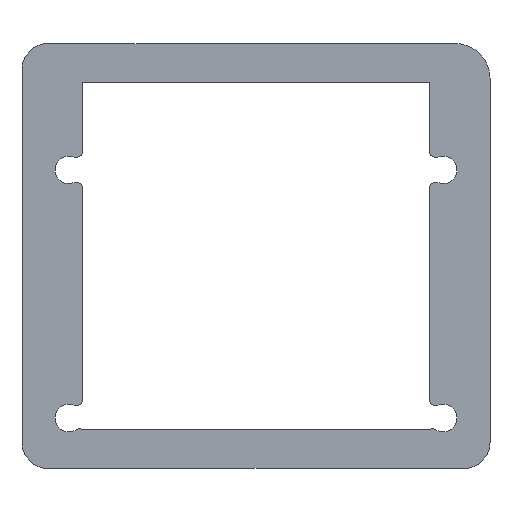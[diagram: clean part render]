
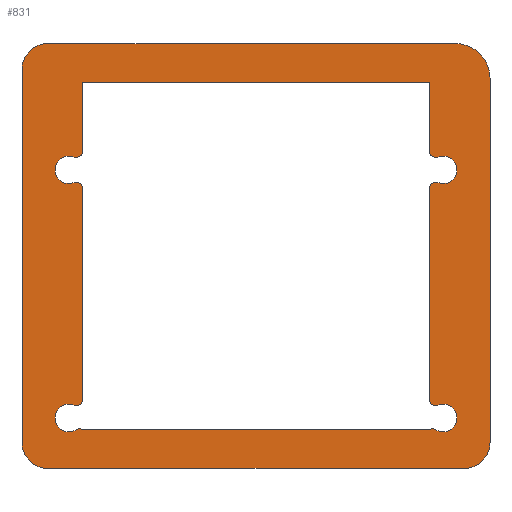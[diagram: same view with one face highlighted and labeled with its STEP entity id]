
A CAD part, front view. The second image highlights one B-rep face of the part: STEP entity #831.
In plain terms, the highlighted planar face has unit normal (0, -1, 0).
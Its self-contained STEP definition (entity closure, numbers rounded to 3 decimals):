
#322=CARTESIAN_POINT('',(-20.508,0.,-20.752));
#323=DIRECTION('',(0.,-1.,0.));
#324=DIRECTION('',(0.511,0.,0.859));
#325=AXIS2_PLACEMENT_3D('',#322,#323,#324);
#327=DIRECTION('',(1.,0.,0.));
#328=VECTOR('',#327,40.3);
#329=CARTESIAN_POINT('',(-20.15,0.,-20.15));
#330=LINE('',#329,#328);
#331=CARTESIAN_POINT('',(20.508,0.,-20.752));
#332=DIRECTION('',(0.,-1.,0.));
#333=DIRECTION('',(0.529,0.,0.849));
#334=AXIS2_PLACEMENT_3D('',#331,#332,#333);
#336=CARTESIAN_POINT('',(20.85,0.,-16.673));
#337=DIRECTION('',(0.,-1.,0.));
#338=DIRECTION('',(-1.,0.,0.));
#339=AXIS2_PLACEMENT_3D('',#336,#337,#338);
#341=DIRECTION('',(0.,0.,1.));
#342=VECTOR('',#341,24.546);
#343=CARTESIAN_POINT('',(20.15,0.,-16.673));
#344=LINE('',#343,#342);
#345=CARTESIAN_POINT('',(20.85,0.,7.873));
#346=DIRECTION('',(0.,-1.,0.));
#347=DIRECTION('',(0.38,0.,0.925));
#348=AXIS2_PLACEMENT_3D('',#345,#346,#347);
#350=CARTESIAN_POINT('',(20.85,0.,12.127));
#351=DIRECTION('',(0.,-1.,0.));
#352=DIRECTION('',(-1.,0.,0.));
#353=AXIS2_PLACEMENT_3D('',#350,#351,#352);
#355=DIRECTION('',(0.,0.,1.));
#356=VECTOR('',#355,8.023);
#357=CARTESIAN_POINT('',(20.15,0.,12.127));
#358=LINE('',#357,#356);
#359=DIRECTION('',(-1.,0.,0.));
#360=VECTOR('',#359,40.3);
#361=CARTESIAN_POINT('',(20.15,0.,20.15));
#362=LINE('',#361,#360);
#363=DIRECTION('',(0.,0.,-1.));
#364=VECTOR('',#363,8.023);
#365=CARTESIAN_POINT('',(-20.15,0.,20.15));
#366=LINE('',#365,#364);
#367=CARTESIAN_POINT('',(-20.85,0.,12.127));
#368=DIRECTION('',(0.,-1.,0.));
#369=DIRECTION('',(-0.38,0.,-0.925));
#370=AXIS2_PLACEMENT_3D('',#367,#368,#369);
#372=CARTESIAN_POINT('',(-20.85,0.,7.873));
#373=DIRECTION('',(0.,-1.,0.));
#374=DIRECTION('',(1.,0.,0.));
#375=AXIS2_PLACEMENT_3D('',#372,#373,#374);
#377=DIRECTION('',(0.,0.,-1.));
#378=VECTOR('',#377,24.546);
#379=CARTESIAN_POINT('',(-20.15,0.,7.873));
#380=LINE('',#379,#378);
#381=CARTESIAN_POINT('',(-20.85,0.,-16.673));
#382=DIRECTION('',(0.,-1.,0.));
#383=DIRECTION('',(-0.38,0.,-0.925));
#384=AXIS2_PLACEMENT_3D('',#381,#382,#383);
#386=CARTESIAN_POINT('',(23.15,0.,20.65));
#387=DIRECTION('',(0.,-1.,0.));
#388=DIRECTION('',(1.,0.,0.));
#389=AXIS2_PLACEMENT_3D('',#386,#387,#388);
#391=DIRECTION('',(0.,0.,-1.));
#392=VECTOR('',#391,42.3);
#393=CARTESIAN_POINT('',(27.15,0.,20.65));
#394=LINE('',#393,#392);
#395=CARTESIAN_POINT('',(24.15,0.,-21.65));
#396=DIRECTION('',(0.,-1.,0.));
#397=DIRECTION('',(0.,0.,-1.));
#398=AXIS2_PLACEMENT_3D('',#395,#396,#397);
#400=DIRECTION('',(-1.,0.,0.));
#401=VECTOR('',#400,48.3);
#402=CARTESIAN_POINT('',(24.15,0.,-24.65));
#403=LINE('',#402,#401);
#404=CARTESIAN_POINT('',(-24.15,0.,-21.65));
#405=DIRECTION('',(0.,-1.,0.));
#406=DIRECTION('',(-1.,0.,0.));
#407=AXIS2_PLACEMENT_3D('',#404,#405,#406);
#409=DIRECTION('',(0.,0.,1.));
#410=VECTOR('',#409,43.3);
#411=CARTESIAN_POINT('',(-27.15,0.,-21.65));
#412=LINE('',#411,#410);
#413=CARTESIAN_POINT('',(-24.15,0.,21.65));
#414=DIRECTION('',(0.,-1.,0.));
#415=DIRECTION('',(0.,0.,1.));
#416=AXIS2_PLACEMENT_3D('',#413,#414,#415);
#418=DIRECTION('',(1.,0.,0.));
#419=VECTOR('',#418,47.3);
#420=CARTESIAN_POINT('',(-24.15,0.,24.65));
#421=LINE('',#420,#419);
#426=CARTESIAN_POINT('',(-21.725,0.,-18.8));
#427=DIRECTION('',(0.,1.,0.));
#428=DIRECTION('',(0.529,0.,-0.849));
#429=AXIS2_PLACEMENT_3D('',#426,#427,#428);
#560=CARTESIAN_POINT('',(-21.725,0.,10.));
#561=DIRECTION('',(0.,1.,0.));
#562=DIRECTION('',(0.38,0.,-0.925));
#563=AXIS2_PLACEMENT_3D('',#560,#561,#562);
#603=CARTESIAN_POINT('',(21.725,0.,-18.8));
#604=DIRECTION('',(0.,1.,0.));
#605=DIRECTION('',(-0.38,0.,0.925));
#606=AXIS2_PLACEMENT_3D('',#603,#604,#605);
#629=CARTESIAN_POINT('',(21.725,0.,10.));
#630=DIRECTION('',(0.,1.,0.));
#631=DIRECTION('',(-0.38,0.,0.925));
#632=AXIS2_PLACEMENT_3D('',#629,#630,#631);
#666=CARTESIAN_POINT('',(20.15,0.,20.15));
#667=CARTESIAN_POINT('',(-20.15,0.,20.15));
#668=VERTEX_POINT('',#666);
#669=VERTEX_POINT('',#667);
#674=CARTESIAN_POINT('',(-20.15,0.,-20.15));
#675=CARTESIAN_POINT('',(-20.878,0.,-20.158));
#676=VERTEX_POINT('',#674);
#677=VERTEX_POINT('',#675);
#686=CARTESIAN_POINT('',(-21.116,0.,-17.32));
#687=VERTEX_POINT('',#686);
#688=CARTESIAN_POINT('',(-20.15,0.,-16.673));
#689=VERTEX_POINT('',#688);
#694=CARTESIAN_POINT('',(20.878,0.,-20.158));
#695=VERTEX_POINT('',#694);
#696=CARTESIAN_POINT('',(20.15,0.,-20.15));
#697=VERTEX_POINT('',#696);
#698=CARTESIAN_POINT('',(20.15,0.,-16.673));
#699=CARTESIAN_POINT('',(21.116,0.,-17.32));
#700=VERTEX_POINT('',#698);
#701=VERTEX_POINT('',#699);
#710=CARTESIAN_POINT('',(21.116,0.,8.52));
#711=VERTEX_POINT('',#710);
#712=CARTESIAN_POINT('',(20.15,0.,7.873));
#713=VERTEX_POINT('',#712);
#714=CARTESIAN_POINT('',(20.15,0.,12.127));
#715=CARTESIAN_POINT('',(21.116,0.,11.48));
#716=VERTEX_POINT('',#714);
#717=VERTEX_POINT('',#715);
#722=CARTESIAN_POINT('',(-20.15,0.,7.873));
#723=CARTESIAN_POINT('',(-21.116,0.,8.52));
#724=VERTEX_POINT('',#722);
#725=VERTEX_POINT('',#723);
#734=CARTESIAN_POINT('',(-21.116,0.,11.48));
#735=VERTEX_POINT('',#734);
#736=CARTESIAN_POINT('',(-20.15,0.,12.127));
#737=VERTEX_POINT('',#736);
#738=CARTESIAN_POINT('',(27.15,0.,20.65));
#739=CARTESIAN_POINT('',(23.15,0.,24.65));
#740=VERTEX_POINT('',#738);
#741=VERTEX_POINT('',#739);
#746=CARTESIAN_POINT('',(-24.15,0.,24.65));
#747=CARTESIAN_POINT('',(-27.15,0.,21.65));
#748=VERTEX_POINT('',#746);
#749=VERTEX_POINT('',#747);
#754=CARTESIAN_POINT('',(24.15,0.,-24.65));
#755=CARTESIAN_POINT('',(27.15,0.,-21.65));
#756=VERTEX_POINT('',#754);
#757=VERTEX_POINT('',#755);
#762=CARTESIAN_POINT('',(-27.15,0.,-21.65));
#763=CARTESIAN_POINT('',(-24.15,0.,-24.65));
#764=VERTEX_POINT('',#762);
#765=VERTEX_POINT('',#763);
#770=CARTESIAN_POINT('',(0.,0.,0.));
#771=DIRECTION('',(0.,1.,0.));
#772=DIRECTION('',(1.,0.,0.));
#773=AXIS2_PLACEMENT_3D('',#770,#771,#772);
#774=PLANE('',#773);
#776=ORIENTED_EDGE('',*,*,#775,.F.);
#778=ORIENTED_EDGE('',*,*,#777,.T.);
#780=ORIENTED_EDGE('',*,*,#779,.F.);
#782=ORIENTED_EDGE('',*,*,#781,.T.);
#784=ORIENTED_EDGE('',*,*,#783,.F.);
#786=ORIENTED_EDGE('',*,*,#785,.T.);
#788=ORIENTED_EDGE('',*,*,#787,.F.);
#790=ORIENTED_EDGE('',*,*,#789,.T.);
#791=EDGE_LOOP('',(#776,#778,#780,#782,#784,#786,#788,#790));
#792=FACE_OUTER_BOUND('',#791,.F.);
#794=ORIENTED_EDGE('',*,*,#793,.F.);
#796=ORIENTED_EDGE('',*,*,#795,.T.);
#798=ORIENTED_EDGE('',*,*,#797,.F.);
#800=ORIENTED_EDGE('',*,*,#799,.F.);
#802=ORIENTED_EDGE('',*,*,#801,.F.);
#804=ORIENTED_EDGE('',*,*,#803,.T.);
#806=ORIENTED_EDGE('',*,*,#805,.F.);
#808=ORIENTED_EDGE('',*,*,#807,.F.);
#810=ORIENTED_EDGE('',*,*,#809,.F.);
#812=ORIENTED_EDGE('',*,*,#811,.T.);
#814=ORIENTED_EDGE('',*,*,#813,.T.);
#816=ORIENTED_EDGE('',*,*,#815,.T.);
#818=ORIENTED_EDGE('',*,*,#817,.F.);
#820=ORIENTED_EDGE('',*,*,#819,.F.);
#822=ORIENTED_EDGE('',*,*,#821,.F.);
#824=ORIENTED_EDGE('',*,*,#823,.T.);
#826=ORIENTED_EDGE('',*,*,#825,.F.);
#828=ORIENTED_EDGE('',*,*,#827,.F.);
#829=EDGE_LOOP('',(#794,#796,#798,#800,#802,#804,#806,#808,#810,#812,#814,#816,
#818,#820,#822,#824,#826,#828));
#830=FACE_BOUND('',#829,.F.);
#831=ADVANCED_FACE('',(#792,#830),#774,.F.);
#326=CIRCLE('',#325,0.7);
#335=CIRCLE('',#334,0.7);
#340=CIRCLE('',#339,0.7);
#349=CIRCLE('',#348,0.7);
#354=CIRCLE('',#353,0.7);
#371=CIRCLE('',#370,0.7);
#376=CIRCLE('',#375,0.7);
#385=CIRCLE('',#384,0.7);
#390=CIRCLE('',#389,4.);
#399=CIRCLE('',#398,3.);
#408=CIRCLE('',#407,3.);
#417=CIRCLE('',#416,3.);
#430=CIRCLE('',#429,1.6);
#564=CIRCLE('',#563,1.6);
#607=CIRCLE('',#606,1.6);
#633=CIRCLE('',#632,1.6);
#775=EDGE_CURVE('',#740,#741,#390,.T.);
#777=EDGE_CURVE('',#740,#757,#394,.T.);
#779=EDGE_CURVE('',#756,#757,#399,.T.);
#781=EDGE_CURVE('',#756,#765,#403,.T.);
#783=EDGE_CURVE('',#764,#765,#408,.T.);
#785=EDGE_CURVE('',#764,#749,#412,.T.);
#787=EDGE_CURVE('',#748,#749,#417,.T.);
#789=EDGE_CURVE('',#748,#741,#421,.T.);
#793=EDGE_CURVE('',#676,#677,#326,.T.);
#795=EDGE_CURVE('',#676,#697,#330,.T.);
#797=EDGE_CURVE('',#695,#697,#335,.T.);
#799=EDGE_CURVE('',#701,#695,#607,.T.);
#801=EDGE_CURVE('',#700,#701,#340,.T.);
#803=EDGE_CURVE('',#700,#713,#344,.T.);
#805=EDGE_CURVE('',#711,#713,#349,.T.);
#807=EDGE_CURVE('',#717,#711,#633,.T.);
#809=EDGE_CURVE('',#716,#717,#354,.T.);
#811=EDGE_CURVE('',#716,#668,#358,.T.);
#813=EDGE_CURVE('',#668,#669,#362,.T.);
#815=EDGE_CURVE('',#669,#737,#366,.T.);
#817=EDGE_CURVE('',#735,#737,#371,.T.);
#819=EDGE_CURVE('',#725,#735,#564,.T.);
#821=EDGE_CURVE('',#724,#725,#376,.T.);
#823=EDGE_CURVE('',#724,#689,#380,.T.);
#825=EDGE_CURVE('',#687,#689,#385,.T.);
#827=EDGE_CURVE('',#677,#687,#430,.T.);
